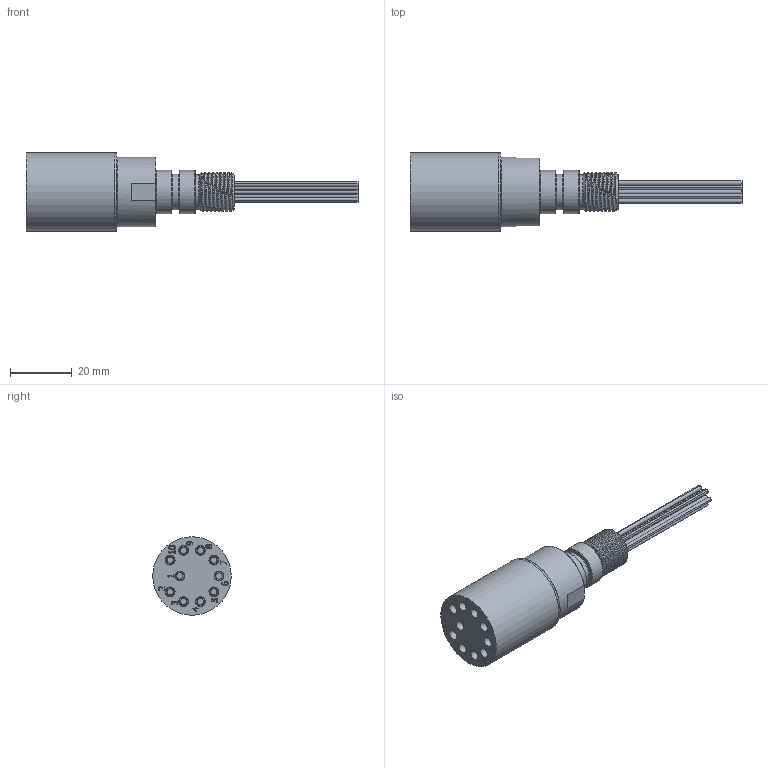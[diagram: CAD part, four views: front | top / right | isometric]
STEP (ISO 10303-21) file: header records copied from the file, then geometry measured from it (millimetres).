
FILE_DESCRIPTION(/* description */ (''),/* implementation_level */ '2;1');
FILE_NAME(/* name */ 'MCBH10F 2 O-ring 22mm Hex.stp',/* time_stamp */ '2014-11-26T15:45:27+01:00',/* author */ ('sh'),/* organization */ (''),/* preprocessor_version */ 'ST-DEVELOPER v15.2',/* originating_system */ 'Autodesk Inventor 2014',/* authorisation */ '');
FILE_SCHEMA (('AUTOMOTIVE_DESIGN { 1 0 10303 214 3 1 1 }'));
Length unit declared in the file: inch
Products named in the file (1): MCBH10F 2 O-ring 22mm Hex
Bounding box: 107.47 x 25.4 x 25.4 mm (x, y, z)
Volume: 23160.8 mm3; surface area: 16269.8 mm2
Topology: 40 solids, 40 shells, 940 faces, 2272 edges, 1470 vertices
Faces by surface type: plane 395, cylinder 170, torus 161, bspline 116, cone 98
Full cylindrical faces by diameter (mm): 1.321 x11, 1.473 x6, 2.032 x11, 2.037 x11, 2.057 x11, 2.743 x22, 2.794 x11, 3.175 x62, 7.671 x2, 11.024 x1, 11.1 x2, 11.379 x1, 12.852 x2, 13.975 x2, 15.596 x1, 19.05 x1, 20.422 x1, 22.606 x1, 25.349 x1, 25.4 x1
Entity records: 27289 total; most frequent: CARTESIAN_POINT 7448, DIRECTION 3915, ORIENTED_EDGE 3634, EDGE_CURVE 1817, AXIS2_PLACEMENT_3D 1601, EDGE_LOOP 1350, VERTEX_POINT 1345, ADVANCED_FACE 939
